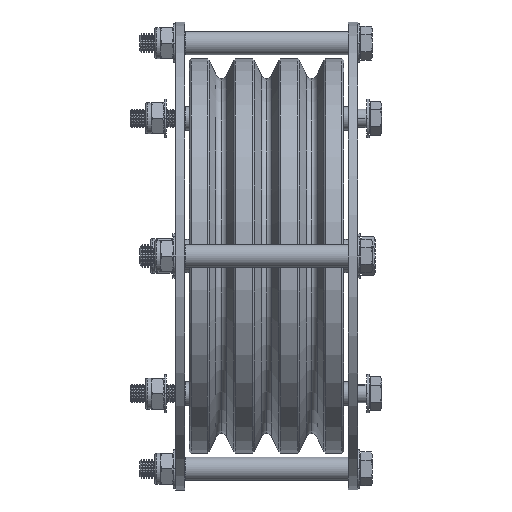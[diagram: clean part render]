
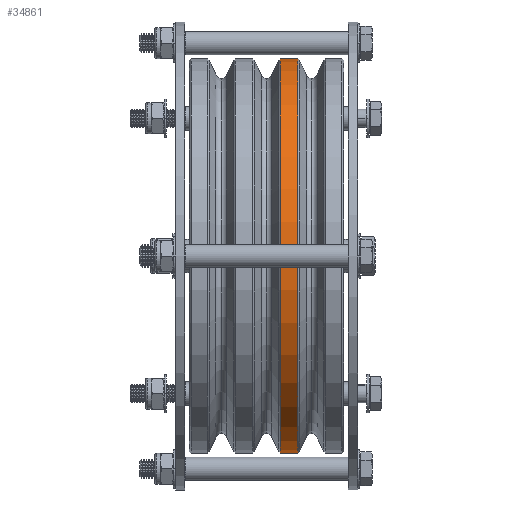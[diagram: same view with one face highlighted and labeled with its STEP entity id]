
A CAD part, front view. The second image highlights one B-rep face of the part: STEP entity #34861.
In plain terms, the highlighted cylindrical face has radius 107.5 mm (diameter 215 mm), a partial arc.
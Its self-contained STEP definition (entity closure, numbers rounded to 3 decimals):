
#4904 = EDGE_CURVE ( 'NONE', #46169, #36804, #27611, .T. ) ;
#7780 = DIRECTION ( 'NONE',  ( -1., 0., 0. ) ) ;
#12278 = ORIENTED_EDGE ( 'NONE', *, *, #23127, .T. ) ;
#13630 = CARTESIAN_POINT ( 'NONE',  ( 7.583, 0., 107.5 ) ) ;
#13968 = CARTESIAN_POINT ( 'NONE',  ( -125.022, 0., 107.5 ) ) ;
#14866 = EDGE_CURVE ( 'NONE', #46169, #25635, #20817, .T. ) ;
#19893 = VECTOR ( 'NONE', #29607, 1000. ) ;
#20255 = ORIENTED_EDGE ( 'NONE', *, *, #4904, .T. ) ;
#20817 = LINE ( 'NONE', #53463, #27929 ) ;
#22504 = DIRECTION ( 'NONE',  ( 0., 0., 1. ) ) ;
#23127 = EDGE_CURVE ( 'NONE', #24515, #25635, #32991, .T. ) ;
#23280 = CARTESIAN_POINT ( 'NONE',  ( 7.583, 0., 0. ) ) ;
#23436 = LINE ( 'NONE', #13968, #19893 ) ;
#24515 = VERTEX_POINT ( 'NONE', #13630 ) ;
#25069 = ORIENTED_EDGE ( 'NONE', *, *, #61007, .T. ) ;
#25635 = VERTEX_POINT ( 'NONE', #51382 ) ;
#27611 = CIRCLE ( 'NONE', #56877, 107.5 ) ;
#27929 = VECTOR ( 'NONE', #7780, 1000. ) ;
#28216 = FACE_OUTER_BOUND ( 'NONE', #32759, .T. ) ;
#28444 = DIRECTION ( 'NONE',  ( -1., 0., 0. ) ) ;
#29607 = DIRECTION ( 'NONE',  ( -1., 0., 0. ) ) ;
#32759 = EDGE_LOOP ( 'NONE', ( #35303, #20255, #25069, #12278 ) ) ;
#32856 = CARTESIAN_POINT ( 'NONE',  ( 17.003, 0., -107.5 ) ) ;
#32991 = CIRCLE ( 'NONE', #73840, 107.5 ) ;
#34770 = DIRECTION ( 'NONE',  ( 1., 0., 0. ) ) ;
#34861 = ADVANCED_FACE ( 'NONE', ( #28216 ), #35402, .T. ) ;
#35303 = ORIENTED_EDGE ( 'NONE', *, *, #14866, .F. ) ;
#35402 = CYLINDRICAL_SURFACE ( 'NONE', #41171, 107.5 ) ;
#36804 = VERTEX_POINT ( 'NONE', #62666 ) ;
#41171 = AXIS2_PLACEMENT_3D ( 'NONE', #45130, #50851, #68558 ) ;
#45130 = CARTESIAN_POINT ( 'NONE',  ( -125.022, 0., 0. ) ) ;
#46169 = VERTEX_POINT ( 'NONE', #32856 ) ;
#50851 = DIRECTION ( 'NONE',  ( -1., 0., 0. ) ) ;
#51382 = CARTESIAN_POINT ( 'NONE',  ( 7.583, 0., -107.5 ) ) ;
#53463 = CARTESIAN_POINT ( 'NONE',  ( -125.022, 0., -107.5 ) ) ;
#56877 = AXIS2_PLACEMENT_3D ( 'NONE', #62453, #28444, #22504 ) ;
#61007 = EDGE_CURVE ( 'NONE', #36804, #24515, #23436, .T. ) ;
#62453 = CARTESIAN_POINT ( 'NONE',  ( 17.003, 0., 0. ) ) ;
#62666 = CARTESIAN_POINT ( 'NONE',  ( 17.003, 0., 107.5 ) ) ;
#68249 = DIRECTION ( 'NONE',  ( 0., 0., -1. ) ) ;
#68558 = DIRECTION ( 'NONE',  ( 0., 0., 1. ) ) ;
#73840 = AXIS2_PLACEMENT_3D ( 'NONE', #23280, #34770, #68249 ) ;
